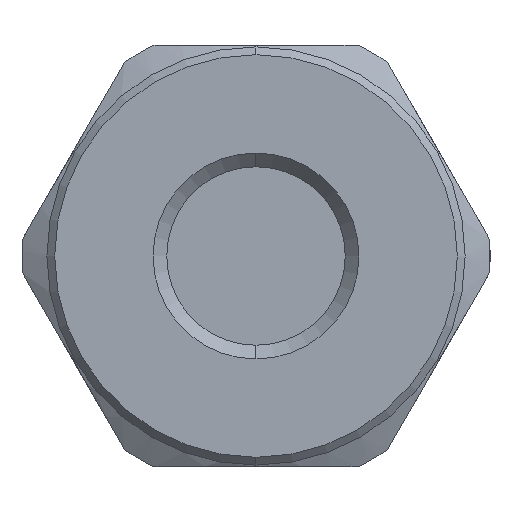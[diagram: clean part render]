
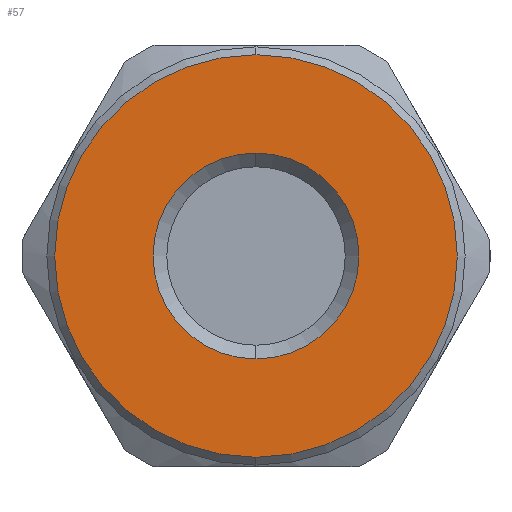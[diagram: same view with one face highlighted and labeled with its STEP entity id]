
A CAD part, left-side view. The second image highlights one B-rep face of the part: STEP entity #57.
In plain terms, the highlighted planar face has unit normal (-1, 0, 0).
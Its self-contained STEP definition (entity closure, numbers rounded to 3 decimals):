
#57 = ADVANCED_FACE ( 'NONE', ( #1445, #1446 ), #140, .T. ) ;
#140 = PLANE ( 'NONE',  #984 ) ;
#141 = CARTESIAN_POINT ( 'NONE',  ( -56., 12.9, 0. ) ) ;
#142 = DIRECTION ( 'NONE',  ( -1., 0., 0. ) ) ;
#143 = DIRECTION ( 'NONE',  ( 0., 0., 1. ) ) ;
#250 = CARTESIAN_POINT ( 'NONE',  ( -56., 0., 0. ) ) ;
#251 = DIRECTION ( 'NONE',  ( 1., 0., 0. ) ) ;
#252 = DIRECTION ( 'NONE',  ( 0., 0., -1. ) ) ;
#261 = CARTESIAN_POINT ( 'NONE',  ( -56., 0., 0. ) ) ;
#262 = DIRECTION ( 'NONE',  ( 1., 0., 0. ) ) ;
#263 = DIRECTION ( 'NONE',  ( 0., 0., -1. ) ) ;
#467 = CARTESIAN_POINT ( 'NONE',  ( -56., 0., 0. ) ) ;
#468 = DIRECTION ( 'NONE',  ( 1., 0., 0. ) ) ;
#469 = DIRECTION ( 'NONE',  ( 0., 0., -1. ) ) ;
#482 = CARTESIAN_POINT ( 'NONE',  ( -56., 0., 0. ) ) ;
#483 = DIRECTION ( 'NONE',  ( 1., 0., 0. ) ) ;
#484 = DIRECTION ( 'NONE',  ( 0., 0., -1. ) ) ;
#688 = CARTESIAN_POINT ( 'NONE',  ( -56., 0., -12.9 ) ) ;
#716 = EDGE_CURVE ( 'NONE', #1720, #1751, #1500, .T. ) ;
#725 = EDGE_CURVE ( 'NONE', #1683, #1724, #1506, .T. ) ;
#745 = CARTESIAN_POINT ( 'NONE',  ( -56., 0., 6.6 ) ) ;
#751 = CARTESIAN_POINT ( 'NONE',  ( -56., 0., 12.9 ) ) ;
#796 = CARTESIAN_POINT ( 'NONE',  ( -56., 0., -6.6 ) ) ;
#872 = EDGE_CURVE ( 'NONE', #1724, #1683, #1585, .T. ) ;
#884 = EDGE_CURVE ( 'NONE', #1751, #1720, #1595, .T. ) ;
#984 = AXIS2_PLACEMENT_3D ( 'NONE', #141, #142, #143 ) ;
#1012 = AXIS2_PLACEMENT_3D ( 'NONE', #250, #251, #252 ) ;
#1015 = AXIS2_PLACEMENT_3D ( 'NONE', #261, #262, #263 ) ;
#1051 = AXIS2_PLACEMENT_3D ( 'NONE', #467, #468, #469 ) ;
#1054 = AXIS2_PLACEMENT_3D ( 'NONE', #482, #483, #484 ) ;
#1183 = EDGE_LOOP ( 'NONE', ( #1928, #1927 ) ) ;
#1202 = EDGE_LOOP ( 'NONE', ( #1926, #1925 ) ) ;
#1445 = FACE_BOUND ( 'NONE', #1202, .T. ) ;
#1446 = FACE_OUTER_BOUND ( 'NONE', #1183, .T. ) ;
#1500 = CIRCLE ( 'NONE', #1012, 6.6 ) ;
#1506 = CIRCLE ( 'NONE', #1015, 12.9 ) ;
#1585 = CIRCLE ( 'NONE', #1051, 12.9 ) ;
#1595 = CIRCLE ( 'NONE', #1054, 6.6 ) ;
#1683 = VERTEX_POINT ( 'NONE', #688 ) ;
#1720 = VERTEX_POINT ( 'NONE', #745 ) ;
#1724 = VERTEX_POINT ( 'NONE', #751 ) ;
#1751 = VERTEX_POINT ( 'NONE', #796 ) ;
#1925 = ORIENTED_EDGE ( 'NONE', *, *, #884, .T. ) ;
#1926 = ORIENTED_EDGE ( 'NONE', *, *, #716, .T. ) ;
#1927 = ORIENTED_EDGE ( 'NONE', *, *, #872, .F. ) ;
#1928 = ORIENTED_EDGE ( 'NONE', *, *, #725, .F. ) ;
